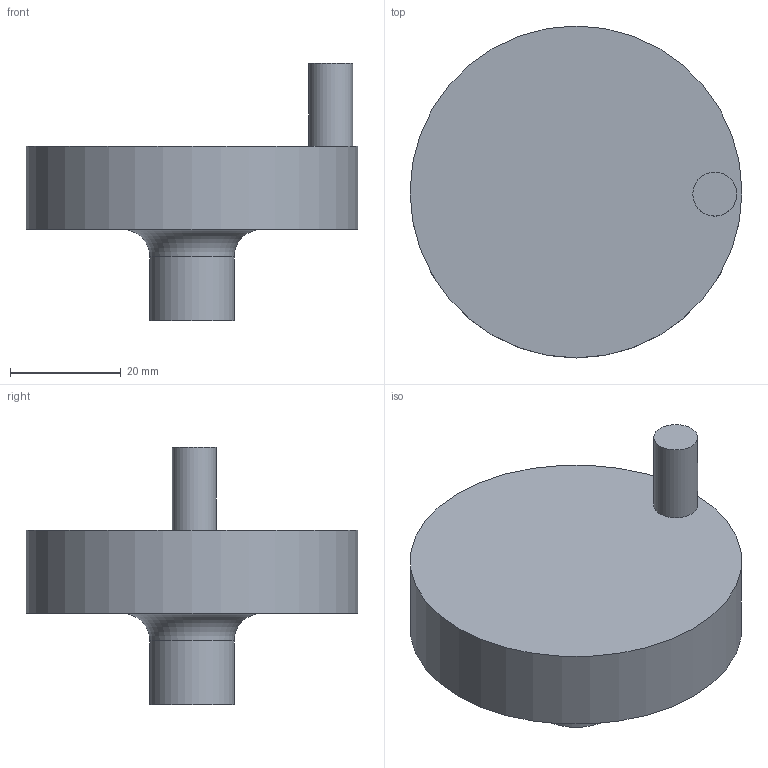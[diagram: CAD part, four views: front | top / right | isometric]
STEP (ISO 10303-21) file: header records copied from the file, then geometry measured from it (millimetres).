
FILE_DESCRIPTION(/* description */ (''),/* implementation_level */ '2;1');
FILE_NAME(/* name */ 'manivela 23 deg.step',/* time_stamp */ '2023-05-22T09:58:25+02:00',/* author */ (''),/* organization */ (''),/* preprocessor_version */ 'ST-DEVELOPER v19.2',/* originating_system */ 'Autodesk Translation Framework v12.4.0.73',/* authorisation */ '');
FILE_SCHEMA (('AUTOMOTIVE_DESIGN { 1 0 10303 214 3 1 1 }'));
Length unit declared in the file: millimetre
Products named in the file (1): manivela 23 deg
Bounding box: 60 x 60 x 46.5 mm (x, y, z)
Volume: 45935.3 mm3; surface area: 9958.8 mm2
Topology: 1 solids, 1 shells, 12 faces, 21 edges, 14 vertices
Faces by surface type: plane 7, cylinder 4, torus 1
Full cylindrical faces by diameter (mm): 5.4 x1, 7.95 x1, 15.25 x1, 60 x1
Entity records: 331 total; most frequent: DIRECTION 60, CARTESIAN_POINT 48, ORIENTED_EDGE 42, AXIS2_PLACEMENT_3D 26, EDGE_CURVE 21, EDGE_LOOP 15, VERTEX_POINT 14, CIRCLE 13
